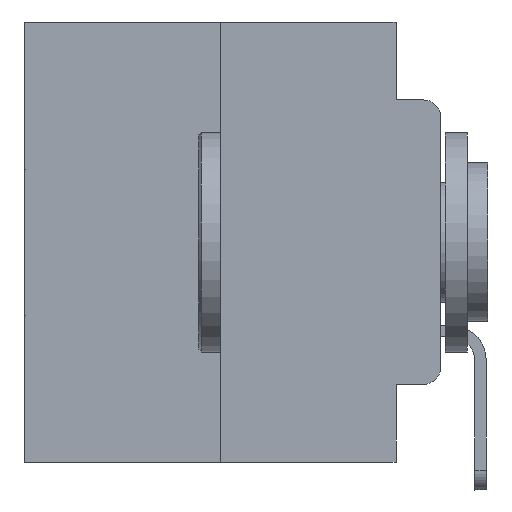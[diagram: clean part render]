
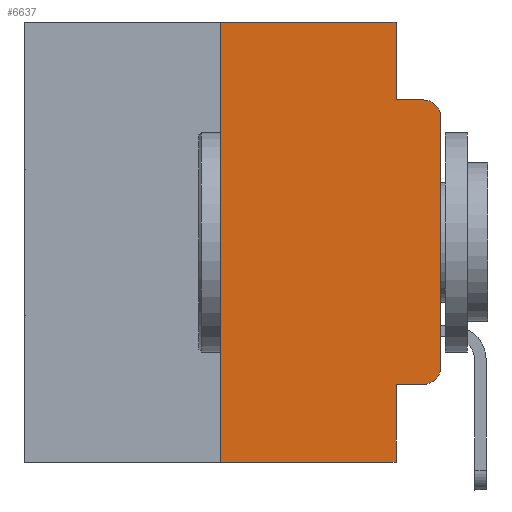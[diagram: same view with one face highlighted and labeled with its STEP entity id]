
A CAD part, left-side view. The second image highlights one B-rep face of the part: STEP entity #6637.
In plain terms, the highlighted planar face has unit normal (-1, 0, 0).
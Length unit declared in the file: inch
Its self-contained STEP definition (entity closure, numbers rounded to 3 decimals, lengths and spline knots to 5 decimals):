
#18 = EDGE_CURVE ( 'NONE', #27181, #19845, #27278, .T. ) ;
#355 = VERTEX_POINT ( 'NONE', #17931 ) ;
#585 = DIRECTION ( 'NONE',  ( 0., -1., 0. ) ) ;
#1576 = VERTEX_POINT ( 'NONE', #22376 ) ;
#2027 = VERTEX_POINT ( 'NONE', #27795 ) ;
#2028 = EDGE_CURVE ( 'NONE', #355, #3847, #16913, .T. ) ;
#2144 = CARTESIAN_POINT ( 'NONE',  ( 0., 0.051, -0.0885 ) ) ;
#2452 = EDGE_CURVE ( 'NONE', #19253, #355, #23964, .T. ) ;
#2483 = FACE_OUTER_BOUND ( 'NONE', #21802, .T. ) ;
#3106 = CARTESIAN_POINT ( 'NONE',  ( 0., 0.051, 0. ) ) ;
#3178 = LINE ( 'NONE', #20435, #24120 ) ;
#3516 = DIRECTION ( 'NONE',  ( 0., 0., -1. ) ) ;
#3523 = ORIENTED_EDGE ( 'NONE', *, *, #2028, .T. ) ;
#3847 = VERTEX_POINT ( 'NONE', #20192 ) ;
#4205 = EDGE_CURVE ( 'NONE', #1576, #2027, #4790, .T. ) ;
#4790 = LINE ( 'NONE', #22447, #5192 ) ;
#5129 = EDGE_CURVE ( 'NONE', #1576, #21163, #16039, .T. ) ;
#5192 = VECTOR ( 'NONE', #22308, 39.37008 ) ;
#5984 = CARTESIAN_POINT ( 'NONE',  ( 0., 0., 0. ) ) ;
#6637 = ADVANCED_FACE ( 'NONE', ( #2483 ), #17880, .F. ) ;
#6683 = DIRECTION ( 'NONE',  ( 0., 0., -1. ) ) ;
#6717 = VECTOR ( 'NONE', #9934, 39.37008 ) ;
#7992 = VECTOR ( 'NONE', #24767, 39.37008 ) ;
#8218 = CARTESIAN_POINT ( 'NONE',  ( 0., 0.02, -0.0885 ) ) ;
#8993 = EDGE_CURVE ( 'NONE', #9094, #19253, #12227, .T. ) ;
#9094 = VERTEX_POINT ( 'NONE', #21116 ) ;
#9150 = DIRECTION ( 'NONE',  ( 0., 0., -1. ) ) ;
#9784 = ORIENTED_EDGE ( 'NONE', *, *, #21899, .T. ) ;
#9909 = ORIENTED_EDGE ( 'NONE', *, *, #4205, .F. ) ;
#9930 = VECTOR ( 'NONE', #27230, 39.37008 ) ;
#9934 = DIRECTION ( 'NONE',  ( 0., -1., 0. ) ) ;
#10086 = ORIENTED_EDGE ( 'NONE', *, *, #19655, .F. ) ;
#11601 = DIRECTION ( 'NONE',  ( 0., 0., -1. ) ) ;
#12227 = LINE ( 'NONE', #25402, #6717 ) ;
#13943 = CARTESIAN_POINT ( 'NONE',  ( 0., 0.051, -0.0885 ) ) ;
#14063 = DIRECTION ( 'NONE',  ( -1., 0., 0. ) ) ;
#14759 = DIRECTION ( 'NONE',  ( 0., 0., 1. ) ) ;
#15010 = ORIENTED_EDGE ( 'NONE', *, *, #18, .F. ) ;
#15717 = CARTESIAN_POINT ( 'NONE',  ( 0., 0.473, 0. ) ) ;
#15736 = AXIS2_PLACEMENT_3D ( 'NONE', #23323, #21333, #3516 ) ;
#15770 = CARTESIAN_POINT ( 'NONE',  ( 0., 0.02, -0.4115 ) ) ;
#16039 = LINE ( 'NONE', #20630, #7992 ) ;
#16192 = LINE ( 'NONE', #3106, #9930 ) ;
#16233 = AXIS2_PLACEMENT_3D ( 'NONE', #15717, #26331, #6683 ) ;
#16913 = LINE ( 'NONE', #5984, #23937 ) ;
#17088 = ORIENTED_EDGE ( 'NONE', *, *, #26514, .F. ) ;
#17880 = PLANE ( 'NONE',  #16233 ) ;
#17931 = CARTESIAN_POINT ( 'NONE',  ( 0., 0., -0.3915 ) ) ;
#18056 = CARTESIAN_POINT ( 'NONE',  ( 0., 0.051, 0. ) ) ;
#18503 = CARTESIAN_POINT ( 'NONE',  ( 0., 0.02, -0.1085 ) ) ;
#18531 = VECTOR ( 'NONE', #22688, 39.37008 ) ;
#19253 = VERTEX_POINT ( 'NONE', #15770 ) ;
#19376 = VERTEX_POINT ( 'NONE', #23725 ) ;
#19655 = EDGE_CURVE ( 'NONE', #2027, #19376, #3178, .T. ) ;
#19845 = VERTEX_POINT ( 'NONE', #8218 ) ;
#20063 = ORIENTED_EDGE ( 'NONE', *, *, #8993, .T. ) ;
#20192 = CARTESIAN_POINT ( 'NONE',  ( 0., 0., -0.1085 ) ) ;
#20435 = CARTESIAN_POINT ( 'NONE',  ( 0., 0.473, 0. ) ) ;
#20630 = CARTESIAN_POINT ( 'NONE',  ( 0., 0.473, -0.5 ) ) ;
#21116 = CARTESIAN_POINT ( 'NONE',  ( 0., 0.051, -0.4115 ) ) ;
#21163 = VERTEX_POINT ( 'NONE', #27196 ) ;
#21333 = DIRECTION ( 'NONE',  ( -1., 0., 0. ) ) ;
#21519 = ORIENTED_EDGE ( 'NONE', *, *, #23303, .F. ) ;
#21802 = EDGE_LOOP ( 'NONE', ( #3523, #9784, #15010, #17088, #10086, #9909, #21906, #21519, #20063, #24181 ) ) ;
#21899 = EDGE_CURVE ( 'NONE', #3847, #19845, #24410, .T. ) ;
#21906 = ORIENTED_EDGE ( 'NONE', *, *, #5129, .T. ) ;
#22129 = AXIS2_PLACEMENT_3D ( 'NONE', #18503, #14063, #11601 ) ;
#22206 = LINE ( 'NONE', #18056, #23111 ) ;
#22308 = DIRECTION ( 'NONE',  ( 0., 0., 1. ) ) ;
#22376 = CARTESIAN_POINT ( 'NONE',  ( 0., 0.25, -0.5 ) ) ;
#22447 = CARTESIAN_POINT ( 'NONE',  ( 0., 0.25, 0. ) ) ;
#22688 = DIRECTION ( 'NONE',  ( 0., -1., 0. ) ) ;
#23111 = VECTOR ( 'NONE', #9150, 39.37008 ) ;
#23303 = EDGE_CURVE ( 'NONE', #9094, #21163, #22206, .T. ) ;
#23323 = CARTESIAN_POINT ( 'NONE',  ( 0., 0.02, -0.3915 ) ) ;
#23725 = CARTESIAN_POINT ( 'NONE',  ( 0., 0.051, 0. ) ) ;
#23937 = VECTOR ( 'NONE', #14759, 39.37008 ) ;
#23964 = CIRCLE ( 'NONE', #15736, 0.02 ) ;
#24120 = VECTOR ( 'NONE', #585, 39.37008 ) ;
#24181 = ORIENTED_EDGE ( 'NONE', *, *, #2452, .T. ) ;
#24410 = CIRCLE ( 'NONE', #22129, 0.02 ) ;
#24767 = DIRECTION ( 'NONE',  ( 0., -1., 0. ) ) ;
#25402 = CARTESIAN_POINT ( 'NONE',  ( 0., 0.051, -0.4115 ) ) ;
#26331 = DIRECTION ( 'NONE',  ( 1., 0., 0. ) ) ;
#26514 = EDGE_CURVE ( 'NONE', #19376, #27181, #16192, .T. ) ;
#27181 = VERTEX_POINT ( 'NONE', #2144 ) ;
#27196 = CARTESIAN_POINT ( 'NONE',  ( 0., 0.051, -0.5 ) ) ;
#27230 = DIRECTION ( 'NONE',  ( 0., 0., -1. ) ) ;
#27278 = LINE ( 'NONE', #13943, #18531 ) ;
#27795 = CARTESIAN_POINT ( 'NONE',  ( 0., 0.25, 0. ) ) ;
